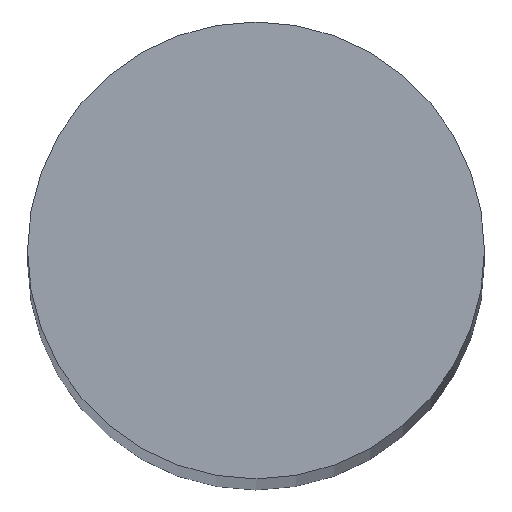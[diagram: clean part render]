
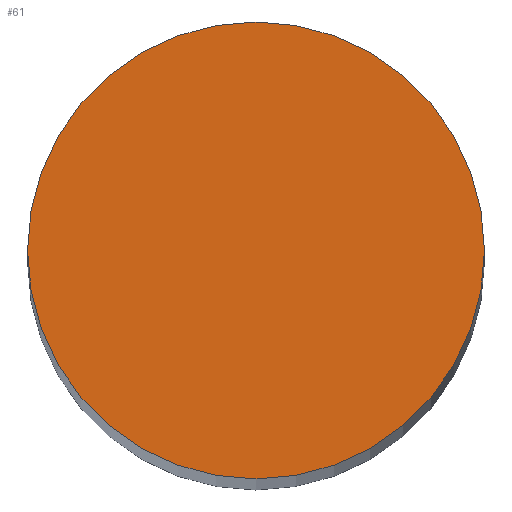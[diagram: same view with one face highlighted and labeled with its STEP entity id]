
A CAD part, top view. The second image highlights one B-rep face of the part: STEP entity #61.
In plain terms, the highlighted planar face has unit normal (0, 0, 1).
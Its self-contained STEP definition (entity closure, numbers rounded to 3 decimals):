
#7 = CARTESIAN_POINT ( 'NONE',  ( 0., 0., 111. ) ) ;
#9 = PLANE ( 'NONE',  #120 ) ;
#12 = ORIENTED_EDGE ( 'NONE', *, *, #141, .T. ) ;
#28 = VERTEX_POINT ( 'NONE', #40 ) ;
#40 = CARTESIAN_POINT ( 'NONE',  ( 4., 0., 111. ) ) ;
#41 = DIRECTION ( 'NONE',  ( 1., 0., 0. ) ) ;
#44 = FACE_OUTER_BOUND ( 'NONE', #107, .T. ) ;
#59 = AXIS2_PLACEMENT_3D ( 'NONE', #7, #71, #81 ) ;
#61 = ADVANCED_FACE ( 'NONE', ( #44 ), #9, .T. ) ;
#66 = VERTEX_POINT ( 'NONE', #124 ) ;
#68 = CIRCLE ( 'NONE', #174, 4. ) ;
#71 = DIRECTION ( 'NONE',  ( 0., 0., 1. ) ) ;
#74 = DIRECTION ( 'NONE',  ( 0., 0., 1. ) ) ;
#81 = DIRECTION ( 'NONE',  ( 1., 0., 0. ) ) ;
#83 = DIRECTION ( 'NONE',  ( 0., 0., 1. ) ) ;
#94 = DIRECTION ( 'NONE',  ( 1., 0., 0. ) ) ;
#101 = ORIENTED_EDGE ( 'NONE', *, *, #163, .T. ) ;
#107 = EDGE_LOOP ( 'NONE', ( #101, #12 ) ) ;
#120 = AXIS2_PLACEMENT_3D ( 'NONE', #128, #74, #94 ) ;
#124 = CARTESIAN_POINT ( 'NONE',  ( -4., 0., 111. ) ) ;
#128 = CARTESIAN_POINT ( 'NONE',  ( 0., 0., 111. ) ) ;
#141 = EDGE_CURVE ( 'NONE', #28, #66, #158, .T. ) ;
#158 = CIRCLE ( 'NONE', #59, 4. ) ;
#163 = EDGE_CURVE ( 'NONE', #66, #28, #68, .T. ) ;
#170 = CARTESIAN_POINT ( 'NONE',  ( 0., 0., 111. ) ) ;
#174 = AXIS2_PLACEMENT_3D ( 'NONE', #170, #83, #41 ) ;
